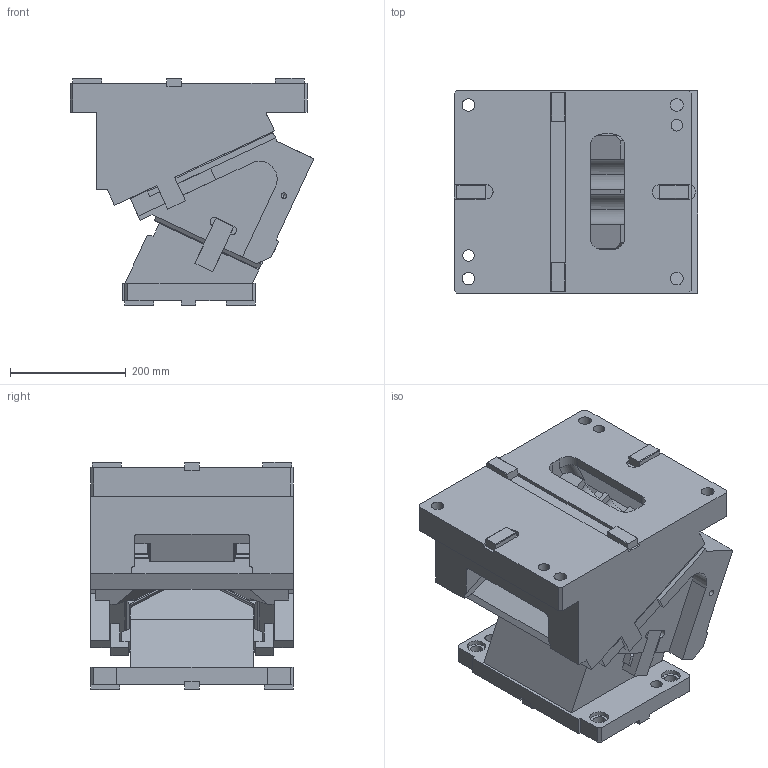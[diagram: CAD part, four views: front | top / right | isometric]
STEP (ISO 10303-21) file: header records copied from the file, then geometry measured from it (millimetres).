
FILE_DESCRIPTION(('CATIA V5 STEP Exchange'),'2;1');
FILE_NAME('CACV_350_25.stp','2015-04-24T14:18:30+00:00',('none'),('none'),'CATIA Version 5 Release 19 SP 2 (IN-10)','CATIA V5 STEP AP203','none');
FILE_SCHEMA(('CONFIG_CONTROL_DESIGN'));
Length unit declared in the file: millimetre
Products named in the file (1): CACV_350_25
Bounding box: 421.53 x 350 x 393 mm (x, y, z)
Volume: 31187089.3 mm3; surface area: 1403352.8 mm2
Topology: 3 solids, 5 shells, 591 faces, 1735 edges, 1142 vertices
Faces by surface type: plane 409, cylinder 146, bspline 12, extrusion 12, cone 10, torus 2
Entity records: 19912 total; most frequent: CARTESIAN_POINT 4938, ORIENTED_EDGE 3394, DIRECTION 2565, EDGE_CURVE 1697, VECTOR 1384, LINE 1372, VERTEX_POINT 1130, AXIS2_PLACEMENT_3D 682
